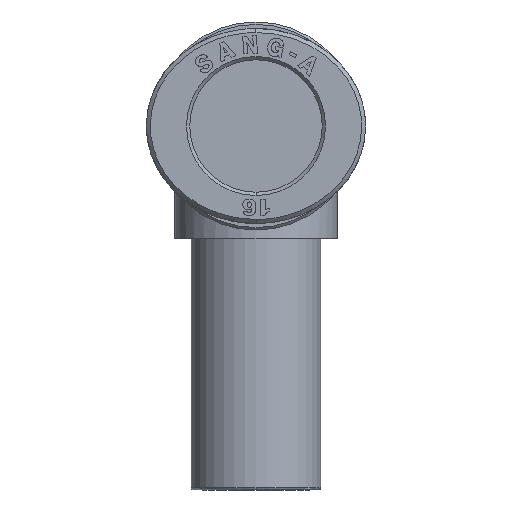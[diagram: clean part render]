
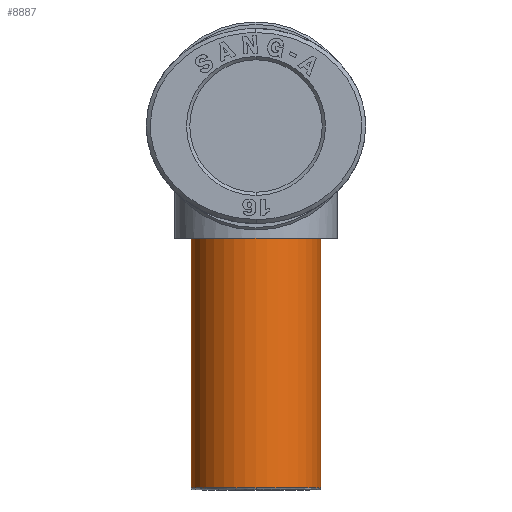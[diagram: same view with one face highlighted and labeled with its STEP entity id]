
A CAD part, left-side view. The second image highlights one B-rep face of the part: STEP entity #8887.
In plain terms, the highlighted cylindrical face has radius 8 mm (diameter 16 mm), a partial arc.
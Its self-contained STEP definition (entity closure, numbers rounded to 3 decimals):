
#7 = EDGE_CURVE ( 'NONE', #3396, #4112, #4742, .T. ) ;
#88 = ORIENTED_EDGE ( 'NONE', *, *, #7, .T. ) ;
#1093 = CARTESIAN_POINT ( 'NONE',  ( 0.5, 0., -29.3 ) ) ;
#2276 = ORIENTED_EDGE ( 'NONE', *, *, #8950, .F. ) ;
#2341 = LINE ( 'NONE', #8164, #5175 ) ;
#2364 = ORIENTED_EDGE ( 'NONE', *, *, #5532, .F. ) ;
#2501 = AXIS2_PLACEMENT_3D ( 'NONE', #1093, #4922, #2621 ) ;
#2621 = DIRECTION ( 'NONE',  ( 0., 1., 0. ) ) ;
#2648 = CARTESIAN_POINT ( 'NONE',  ( 0.5, -8., -44.5 ) ) ;
#2676 = AXIS2_PLACEMENT_3D ( 'NONE', #9102, #6085, #3738 ) ;
#2844 = CARTESIAN_POINT ( 'NONE',  ( 0.5, 8., -44.5 ) ) ;
#3022 = CIRCLE ( 'NONE', #6230, 8. ) ;
#3396 = VERTEX_POINT ( 'NONE', #4287 ) ;
#3738 = DIRECTION ( 'NONE',  ( -1., 0., 0. ) ) ;
#3799 = ORIENTED_EDGE ( 'NONE', *, *, #8553, .T. ) ;
#3836 = ORIENTED_EDGE ( 'NONE', *, *, #3973, .F. ) ;
#3973 = EDGE_CURVE ( 'NONE', #3396, #6404, #4193, .T. ) ;
#4112 = VERTEX_POINT ( 'NONE', #4182 ) ;
#4182 = CARTESIAN_POINT ( 'NONE',  ( 0.5, 8., -13.8 ) ) ;
#4193 = LINE ( 'NONE', #5189, #6777 ) ;
#4287 = CARTESIAN_POINT ( 'NONE',  ( 0.5, -8., -13.8 ) ) ;
#4677 = AXIS2_PLACEMENT_3D ( 'NONE', #7169, #8811, #4960 ) ;
#4742 = CIRCLE ( 'NONE', #4677, 8. ) ;
#4922 = DIRECTION ( 'NONE',  ( 0., 0., -1. ) ) ;
#4960 = DIRECTION ( 'NONE',  ( 0., 1., 0. ) ) ;
#4983 = VERTEX_POINT ( 'NONE', #2844 ) ;
#4995 = CARTESIAN_POINT ( 'NONE',  ( -7.5, 0., -44.5 ) ) ;
#5175 = VECTOR ( 'NONE', #7342, 1000. ) ;
#5189 = CARTESIAN_POINT ( 'NONE',  ( 0.5, -8., -29.3 ) ) ;
#5223 = CIRCLE ( 'NONE', #2676, 8. ) ;
#5532 = EDGE_CURVE ( 'NONE', #6404, #6792, #5223, .T. ) ;
#6085 = DIRECTION ( 'NONE',  ( 0., 0., -1. ) ) ;
#6230 = AXIS2_PLACEMENT_3D ( 'NONE', #7795, #8564, #6315 ) ;
#6315 = DIRECTION ( 'NONE',  ( -1., 0., 0. ) ) ;
#6404 = VERTEX_POINT ( 'NONE', #2648 ) ;
#6777 = VECTOR ( 'NONE', #9694, 1000. ) ;
#6792 = VERTEX_POINT ( 'NONE', #4995 ) ;
#7048 = CYLINDRICAL_SURFACE ( 'NONE', #2501, 8. ) ;
#7169 = CARTESIAN_POINT ( 'NONE',  ( 0.5, 0., -13.8 ) ) ;
#7342 = DIRECTION ( 'NONE',  ( 0., 0., -1. ) ) ;
#7795 = CARTESIAN_POINT ( 'NONE',  ( 0.5, 0., -44.5 ) ) ;
#7980 = EDGE_LOOP ( 'NONE', ( #3836, #88, #3799, #2276, #2364 ) ) ;
#8164 = CARTESIAN_POINT ( 'NONE',  ( 0.5, 8., -29.3 ) ) ;
#8553 = EDGE_CURVE ( 'NONE', #4112, #4983, #2341, .T. ) ;
#8564 = DIRECTION ( 'NONE',  ( 0., 0., -1. ) ) ;
#8811 = DIRECTION ( 'NONE',  ( 0., 0., -1. ) ) ;
#8814 = FACE_OUTER_BOUND ( 'NONE', #7980, .T. ) ;
#8887 = ADVANCED_FACE ( 'NONE', ( #8814 ), #7048, .T. ) ;
#8950 = EDGE_CURVE ( 'NONE', #6792, #4983, #3022, .T. ) ;
#9102 = CARTESIAN_POINT ( 'NONE',  ( 0.5, 0., -44.5 ) ) ;
#9694 = DIRECTION ( 'NONE',  ( 0., 0., -1. ) ) ;
